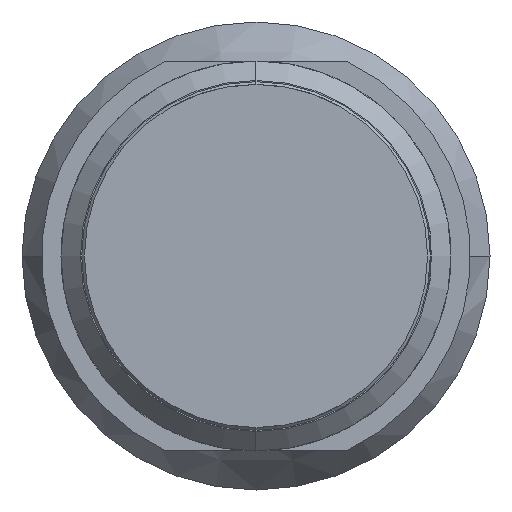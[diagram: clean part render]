
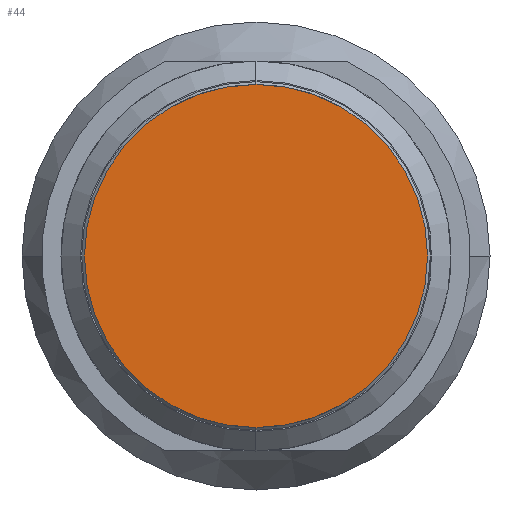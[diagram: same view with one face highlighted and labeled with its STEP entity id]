
A CAD part, front view. The second image highlights one B-rep face of the part: STEP entity #44.
In plain terms, the highlighted planar face has unit normal (0, -1, 0).
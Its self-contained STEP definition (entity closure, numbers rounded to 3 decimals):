
#44 = ADVANCED_FACE ( 'Defeature ausgef�hrt1_30', ( #2880 ), #1779, .F. ) ;
#292 = AXIS2_PLACEMENT_3D ( 'NONE', #870, #4051, #2726 ) ;
#428 = ORIENTED_EDGE ( 'NONE', *, *, #1747, .T. ) ;
#650 = AXIS2_PLACEMENT_3D ( 'NONE', #3376, #2032, #2993 ) ;
#718 = CIRCLE ( 'NONE', #292, 2.2 ) ;
#870 = CARTESIAN_POINT ( 'NONE',  ( 0., 0., 0. ) ) ;
#900 = DIRECTION ( 'NONE',  ( 0., -1., 0. ) ) ;
#910 = VERTEX_POINT ( 'NONE', #1342 ) ;
#1342 = CARTESIAN_POINT ( 'NONE',  ( 2.2, 0., 0. ) ) ;
#1747 = EDGE_CURVE ( 'Defeature ausgef�hrt1_30+Defeature ausgef�hrt1_23+Defeature ausgef�hrt1_23+Defeature ausgef�hrt1_23', #3623, #910, #2595, .T. ) ;
#1779 = PLANE ( 'NONE',  #650 ) ;
#1856 = ORIENTED_EDGE ( 'NONE', *, *, #2043, .T. ) ;
#2032 = DIRECTION ( 'NONE',  ( 0., 1., 0. ) ) ;
#2043 = EDGE_CURVE ( 'Defeature ausgef�hrt1_30+Defeature ausgef�hrt1_23+Defeature ausgef�hrt1_23+Defeature ausgef�hrt1_23', #910, #3623, #718, .T. ) ;
#2173 = CARTESIAN_POINT ( 'NONE',  ( 0., 0., 0. ) ) ;
#2404 = AXIS2_PLACEMENT_3D ( 'NONE', #2173, #900, #3755 ) ;
#2595 = CIRCLE ( 'NONE', #2404, 2.2 ) ;
#2726 = DIRECTION ( 'NONE',  ( -1., 0., 0. ) ) ;
#2863 = EDGE_LOOP ( 'NONE', ( #428, #1856 ) ) ;
#2880 = FACE_OUTER_BOUND ( 'NONE', #2863, .T. ) ;
#2993 = DIRECTION ( 'NONE',  ( 1., 0., 0. ) ) ;
#3376 = CARTESIAN_POINT ( 'NONE',  ( 0., 0., -1.9 ) ) ;
#3507 = CARTESIAN_POINT ( 'NONE',  ( -2.2, 0., 0. ) ) ;
#3623 = VERTEX_POINT ( 'NONE', #3507 ) ;
#3755 = DIRECTION ( 'NONE',  ( -1., 0., 0. ) ) ;
#4051 = DIRECTION ( 'NONE',  ( 0., -1., 0. ) ) ;
